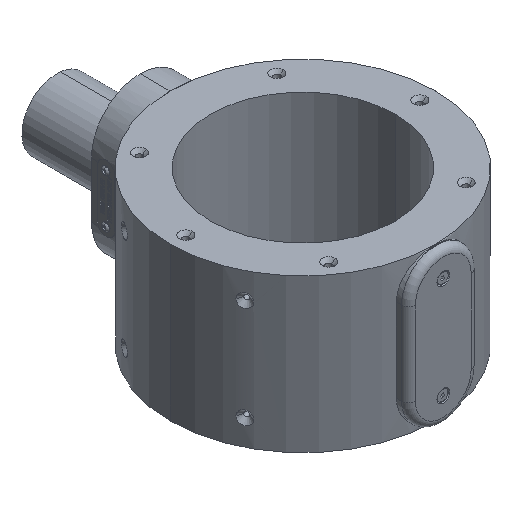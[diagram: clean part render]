
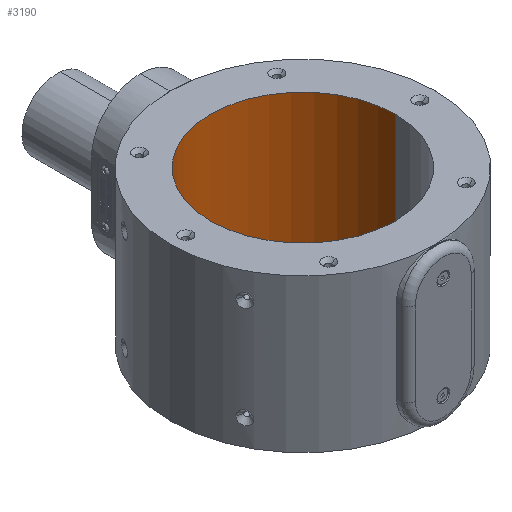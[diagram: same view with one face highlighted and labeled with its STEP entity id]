
A CAD part, isometric view. The second image highlights one B-rep face of the part: STEP entity #3190.
In plain terms, the highlighted cylindrical face has radius 66.5 mm (diameter 133 mm), a partial arc.
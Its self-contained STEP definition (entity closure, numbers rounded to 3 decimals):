
#930 = DIRECTION ( 'NONE',  ( 0., 0., 1. ) ) ;
#1389 = LINE ( 'NONE', #28092, #6379 ) ;
#1605 = AXIS2_PLACEMENT_3D ( 'NONE', #39947, #33249, #12940 ) ;
#1643 = DIRECTION ( 'NONE',  ( 0., 0., -1. ) ) ;
#2167 = EDGE_CURVE ( 'NONE', #12732, #2722, #1389, .T. ) ;
#2722 = VERTEX_POINT ( 'NONE', #18386 ) ;
#3190 = ADVANCED_FACE ( 'NONE', ( #27415 ), #21417, .F. ) ;
#3769 = AXIS2_PLACEMENT_3D ( 'NONE', #31864, #1643, #7580 ) ;
#6379 = VECTOR ( 'NONE', #38290, 1000. ) ;
#7580 = DIRECTION ( 'NONE',  ( 1., 0., 0. ) ) ;
#7955 = DIRECTION ( 'NONE',  ( 0., 0., 1. ) ) ;
#9734 = ORIENTED_EDGE ( 'NONE', *, *, #32948, .T. ) ;
#11313 = EDGE_CURVE ( 'NONE', #12732, #38850, #31986, .T. ) ;
#11809 = ORIENTED_EDGE ( 'NONE', *, *, #2167, .F. ) ;
#12732 = VERTEX_POINT ( 'NONE', #17743 ) ;
#12811 = VECTOR ( 'NONE', #7955, 1000. ) ;
#12940 = DIRECTION ( 'NONE',  ( 1., 0., 0. ) ) ;
#13903 = CARTESIAN_POINT ( 'NONE',  ( 0., 0., -325.145 ) ) ;
#14667 = CARTESIAN_POINT ( 'NONE',  ( 66.5, 0., 55.03 ) ) ;
#15193 = LINE ( 'NONE', #28732, #12811 ) ;
#16198 = EDGE_LOOP ( 'NONE', ( #11809, #21335, #9734, #19375 ) ) ;
#17743 = CARTESIAN_POINT ( 'NONE',  ( -66.5, 0., -55.03 ) ) ;
#18386 = CARTESIAN_POINT ( 'NONE',  ( -66.5, 0., 55.03 ) ) ;
#19375 = ORIENTED_EDGE ( 'NONE', *, *, #33314, .T. ) ;
#21335 = ORIENTED_EDGE ( 'NONE', *, *, #11313, .T. ) ;
#21417 = CYLINDRICAL_SURFACE ( 'NONE', #43099, 66.5 ) ;
#27415 = FACE_OUTER_BOUND ( 'NONE', #16198, .T. ) ;
#28092 = CARTESIAN_POINT ( 'NONE',  ( -66.5, 0., -325.145 ) ) ;
#28732 = CARTESIAN_POINT ( 'NONE',  ( 66.5, 0., -325.145 ) ) ;
#31864 = CARTESIAN_POINT ( 'NONE',  ( 0., 0., -55.03 ) ) ;
#31986 = CIRCLE ( 'NONE', #3769, 66.5 ) ;
#32948 = EDGE_CURVE ( 'NONE', #38850, #35369, #15193, .T. ) ;
#33249 = DIRECTION ( 'NONE',  ( 0., 0., 1. ) ) ;
#33314 = EDGE_CURVE ( 'NONE', #35369, #2722, #40450, .T. ) ;
#34937 = DIRECTION ( 'NONE',  ( 1., 0., 0. ) ) ;
#35369 = VERTEX_POINT ( 'NONE', #14667 ) ;
#38290 = DIRECTION ( 'NONE',  ( 0., 0., 1. ) ) ;
#38850 = VERTEX_POINT ( 'NONE', #40803 ) ;
#39947 = CARTESIAN_POINT ( 'NONE',  ( 0., 0., 55.03 ) ) ;
#40450 = CIRCLE ( 'NONE', #1605, 66.5 ) ;
#40803 = CARTESIAN_POINT ( 'NONE',  ( 66.5, 0., -55.03 ) ) ;
#43099 = AXIS2_PLACEMENT_3D ( 'NONE', #13903, #930, #34937 ) ;
